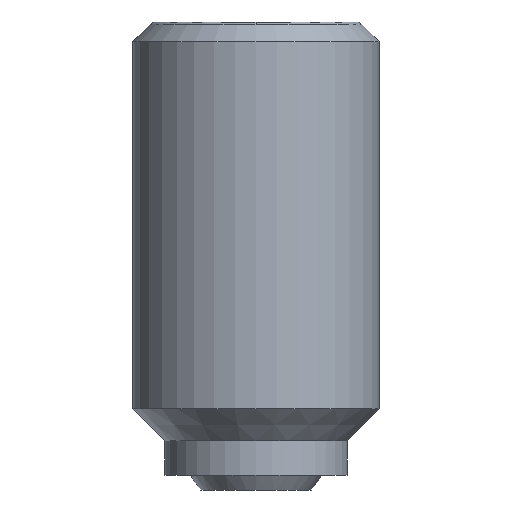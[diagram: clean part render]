
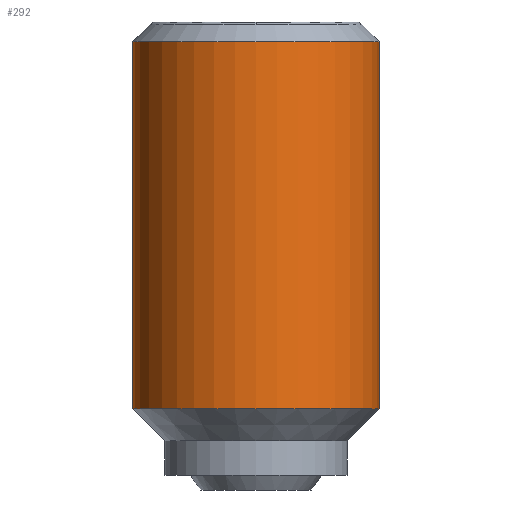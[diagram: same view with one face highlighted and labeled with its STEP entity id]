
A CAD part, front view. The second image highlights one B-rep face of the part: STEP entity #292.
In plain terms, the highlighted cylindrical face has radius 2.5 mm (diameter 5 mm), a partial arc.
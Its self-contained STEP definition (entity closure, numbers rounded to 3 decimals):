
#200=EDGE_CURVE('',#228,#242,#434,.T.);
#228=VERTEX_POINT('',#467);
#240=VERTEX_POINT('',#480);
#242=VERTEX_POINT('',#482);
#272=VERTEX_POINT('',#515);
#290=EDGE_CURVE('',#272,#228,#535,.T.);
#292=ADVANCED_FACE('',(#537),#538,.T.);
#312=EDGE_CURVE('',#272,#240,#559,.T.);
#328=EDGE_CURVE('',#242,#240,#575,.T.);
#434=CIRCLE('',#711,2.5);
#467=CARTESIAN_POINT('',(-2.5,0.,-0.4));
#480=CARTESIAN_POINT('',(2.5,0.,-7.85));
#482=CARTESIAN_POINT('',(2.5,0.,-0.4));
#515=CARTESIAN_POINT('',(-2.5,0.,-7.85));
#535=LINE('',#879,#880);
#537=FACE_OUTER_BOUND('',#882,.T.);
#538=CYLINDRICAL_SURFACE('',#883,2.5);
#559=CIRCLE('',#910,2.5);
#575=LINE('',#935,#936);
#711=AXIS2_PLACEMENT_3D('',#1061,#1062,#1063);
#879=CARTESIAN_POINT('',(-2.5,0.,-4.125));
#880=VECTOR('',#1171,1.0);
#882=EDGE_LOOP('',(#1173,#1174,#1175,#1176));
#883=AXIS2_PLACEMENT_3D('',#1177,#1178,#1179);
#910=AXIS2_PLACEMENT_3D('',#1198,#1199,#1200);
#935=CARTESIAN_POINT('',(2.5,0.,-4.125));
#936=VECTOR('',#1205,1.0);
#1061=CARTESIAN_POINT('',(0.0,0.,-0.4));
#1062=DIRECTION('',(0.0,0.0,1.0));
#1063=DIRECTION('',(-1.0,0.,0.0));
#1171=DIRECTION('',(0.0,0.0,1.0));
#1173=ORIENTED_EDGE('',*,*,#290,.F.);
#1174=ORIENTED_EDGE('',*,*,#312,.T.);
#1175=ORIENTED_EDGE('',*,*,#328,.F.);
#1176=ORIENTED_EDGE('',*,*,#200,.F.);
#1177=CARTESIAN_POINT('',(0.0,0.,-4.125));
#1178=DIRECTION('',(-0.0,-0.0,-1.0));
#1179=DIRECTION('',(-1.0,0.,0.0));
#1198=CARTESIAN_POINT('',(0.0,0.,-7.85));
#1199=DIRECTION('',(0.0,0.0,1.0));
#1200=DIRECTION('',(-1.0,0.,0.0));
#1205=DIRECTION('',(-0.0,-0.0,-1.0));
